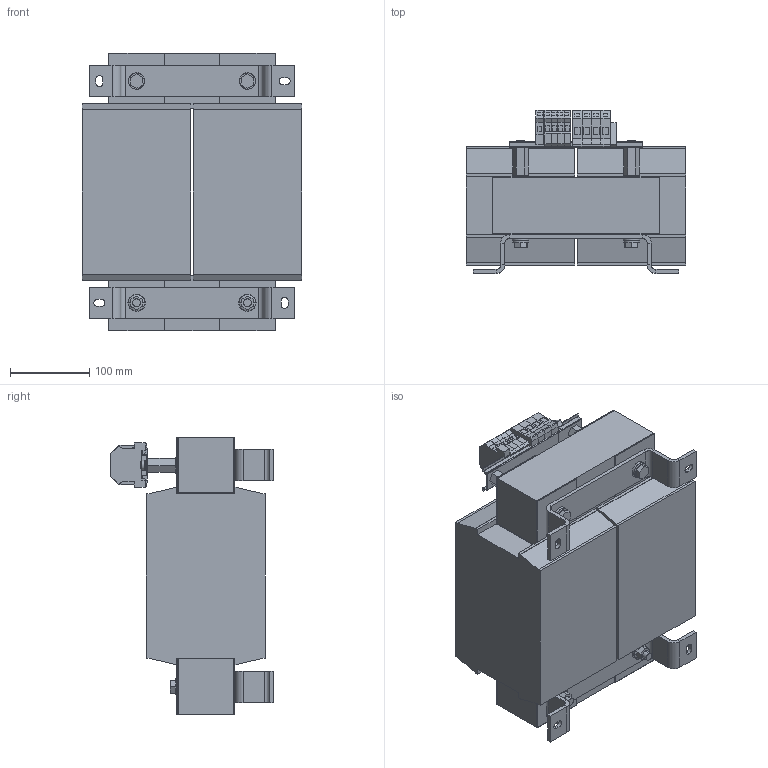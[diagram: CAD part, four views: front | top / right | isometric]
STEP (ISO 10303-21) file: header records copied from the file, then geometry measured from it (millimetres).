
FILE_DESCRIPTION (( 'STEP AP214' ), '1' );
FILE_NAME ('226522.STEP', '2020-07-03T06:51:21', ( '' ), ( '' ), 'SwSTEP 2.0', 'SolidWorks 2018', '' );
FILE_SCHEMA (( 'AUTOMOTIVE_DESIGN' ));
Length unit declared in the file: millimetre
Products named in the file (1): 226522
Bounding box: 277 x 206.1 x 350 mm (x, y, z)
Volume: 11240660.6 mm3; surface area: 538216.8 mm2
Topology: 1 solids, 1 shells, 849 faces, 2054 edges, 1258 vertices
Faces by surface type: plane 718, cylinder 119, torus 4, cone 4, sphere 4
Entity records: 24219 total; most frequent: CARTESIAN_POINT 4266, ORIENTED_EDGE 4108, DIRECTION 4003, EDGE_CURVE 2054, LINE 1773, VECTOR 1773, VERTEX_POINT 1258, AXIS2_PLACEMENT_3D 1115
